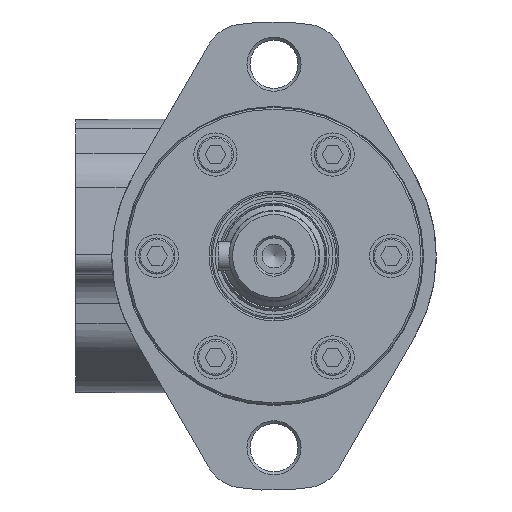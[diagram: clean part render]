
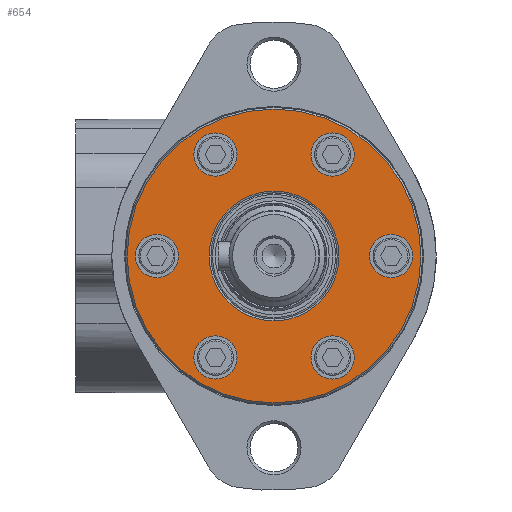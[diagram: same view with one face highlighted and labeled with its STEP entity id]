
A CAD part, left-side view. The second image highlights one B-rep face of the part: STEP entity #654.
In plain terms, the highlighted planar face has unit normal (-1, 0, 0).
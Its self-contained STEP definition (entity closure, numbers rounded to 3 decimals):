
#654 = ADVANCED_FACE( '', ( #1567, #1568, #1569, #1570, #1571, #1572, #1573, #1574 ), #1575, .F. );
#1567 = FACE_OUTER_BOUND( '', #2890, .T. );
#1568 = FACE_BOUND( '', #2891, .T. );
#1569 = FACE_BOUND( '', #2892, .T. );
#1570 = FACE_BOUND( '', #2893, .T. );
#1571 = FACE_BOUND( '', #2894, .T. );
#1572 = FACE_BOUND( '', #2895, .T. );
#1573 = FACE_BOUND( '', #2896, .T. );
#1574 = FACE_BOUND( '', #2897, .T. );
#1575 = PLANE( '', #2898 );
#2890 = EDGE_LOOP( '', ( #4460 ) );
#2891 = EDGE_LOOP( '', ( #4461 ) );
#2892 = EDGE_LOOP( '', ( #4462 ) );
#2893 = EDGE_LOOP( '', ( #4463 ) );
#2894 = EDGE_LOOP( '', ( #4464 ) );
#2895 = EDGE_LOOP( '', ( #4465 ) );
#2896 = EDGE_LOOP( '', ( #4466 ) );
#2897 = EDGE_LOOP( '', ( #4467 ) );
#2898 = AXIS2_PLACEMENT_3D( '', #4468, #4469, #4470 );
#4460 = ORIENTED_EDGE( '', *, *, #7326, .F. );
#4461 = ORIENTED_EDGE( '', *, *, #7327, .F. );
#4462 = ORIENTED_EDGE( '', *, *, #7328, .T. );
#4463 = ORIENTED_EDGE( '', *, *, #7329, .T. );
#4464 = ORIENTED_EDGE( '', *, *, #7330, .T. );
#4465 = ORIENTED_EDGE( '', *, *, #7331, .T. );
#4466 = ORIENTED_EDGE( '', *, *, #7332, .T. );
#4467 = ORIENTED_EDGE( '', *, *, #7139, .T. );
#4468 = CARTESIAN_POINT( '', ( 0., 0., 0. ) );
#4469 = DIRECTION( '', ( 1., 0., 0. ) );
#4470 = DIRECTION( '', ( 0., 0., -1. ) );
#7139 = EDGE_CURVE( '', #8355, #8355, #8356, .T. );
#7326 = EDGE_CURVE( '', #8674, #8674, #8675, .T. );
#7327 = EDGE_CURVE( '', #8676, #8676, #8677, .F. );
#7328 = EDGE_CURVE( '', #8678, #8678, #8679, .T. );
#7329 = EDGE_CURVE( '', #8680, #8680, #8681, .T. );
#7330 = EDGE_CURVE( '', #8682, #8682, #8683, .T. );
#7331 = EDGE_CURVE( '', #8684, #8684, #8685, .T. );
#7332 = EDGE_CURVE( '', #8686, #8686, #8687, .T. );
#8355 = VERTEX_POINT( '', #10102 );
#8356 = CIRCLE( '', #10103, 18. );
#8674 = VERTEX_POINT( '', #10744 );
#8675 = CIRCLE( '', #10745, 40.75 );
#8676 = VERTEX_POINT( '', #10746 );
#8677 = CIRCLE( '', #10747, 6. );
#8678 = VERTEX_POINT( '', #10748 );
#8679 = CIRCLE( '', #10749, 6. );
#8680 = VERTEX_POINT( '', #10750 );
#8681 = CIRCLE( '', #10751, 6. );
#8682 = VERTEX_POINT( '', #10752 );
#8683 = CIRCLE( '', #10753, 6. );
#8684 = VERTEX_POINT( '', #10754 );
#8685 = CIRCLE( '', #10755, 6. );
#8686 = VERTEX_POINT( '', #10756 );
#8687 = CIRCLE( '', #10757, 6. );
#10102 = CARTESIAN_POINT( '', ( 0., 0., -18. ) );
#10103 = AXIS2_PLACEMENT_3D( '', #13227, #13228, #13229 );
#10744 = CARTESIAN_POINT( '', ( 0., 0., -40.75 ) );
#10745 = AXIS2_PLACEMENT_3D( '', #13449, #13450, #13451 );
#10746 = CARTESIAN_POINT( '', ( 0., 32.5, -6. ) );
#10747 = AXIS2_PLACEMENT_3D( '', #13452, #13453, #13454 );
#10748 = CARTESIAN_POINT( '', ( 0., 16.25, -34.146 ) );
#10749 = AXIS2_PLACEMENT_3D( '', #13455, #13456, #13457 );
#10750 = CARTESIAN_POINT( '', ( 0., -16.25, -34.146 ) );
#10751 = AXIS2_PLACEMENT_3D( '', #13458, #13459, #13460 );
#10752 = CARTESIAN_POINT( '', ( 0., -32.5, -6. ) );
#10753 = AXIS2_PLACEMENT_3D( '', #13461, #13462, #13463 );
#10754 = CARTESIAN_POINT( '', ( 0., -16.25, 22.146 ) );
#10755 = AXIS2_PLACEMENT_3D( '', #13464, #13465, #13466 );
#10756 = CARTESIAN_POINT( '', ( 0., 16.25, 22.146 ) );
#10757 = AXIS2_PLACEMENT_3D( '', #13467, #13468, #13469 );
#13227 = CARTESIAN_POINT( '', ( 0., 0., 0. ) );
#13228 = DIRECTION( '', ( 1., 0., 0. ) );
#13229 = DIRECTION( '', ( 0., 0., -1. ) );
#13449 = CARTESIAN_POINT( '', ( 0., 0., 0. ) );
#13450 = DIRECTION( '', ( 1., 0., 0. ) );
#13451 = DIRECTION( '', ( 0., 0., -1. ) );
#13452 = CARTESIAN_POINT( '', ( 0., 32.5, 0. ) );
#13453 = DIRECTION( '', ( 1., 0., 0. ) );
#13454 = DIRECTION( '', ( 0., 0., -1. ) );
#13455 = CARTESIAN_POINT( '', ( 0., 16.25, -28.146 ) );
#13456 = DIRECTION( '', ( 1., 0., 0. ) );
#13457 = DIRECTION( '', ( 0., 0., -1. ) );
#13458 = CARTESIAN_POINT( '', ( 0., -16.25, -28.146 ) );
#13459 = DIRECTION( '', ( 1., 0., 0. ) );
#13460 = DIRECTION( '', ( 0., 0., -1. ) );
#13461 = CARTESIAN_POINT( '', ( 0., -32.5, 0. ) );
#13462 = DIRECTION( '', ( 1., 0., 0. ) );
#13463 = DIRECTION( '', ( 0., 0., -1. ) );
#13464 = CARTESIAN_POINT( '', ( 0., -16.25, 28.146 ) );
#13465 = DIRECTION( '', ( 1., 0., 0. ) );
#13466 = DIRECTION( '', ( 0., 0., -1. ) );
#13467 = CARTESIAN_POINT( '', ( 0., 16.25, 28.146 ) );
#13468 = DIRECTION( '', ( 1., 0., 0. ) );
#13469 = DIRECTION( '', ( 0., 0., -1. ) );
